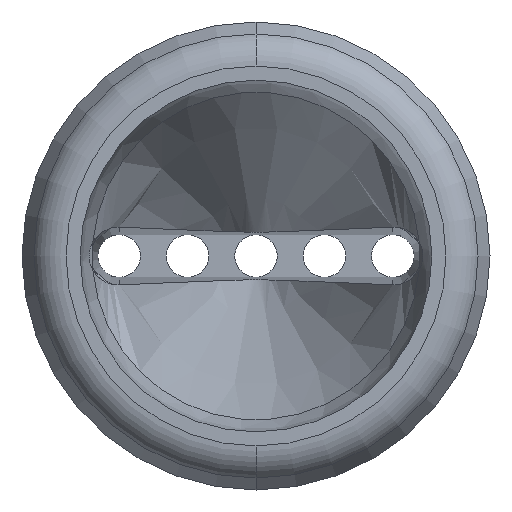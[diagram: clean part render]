
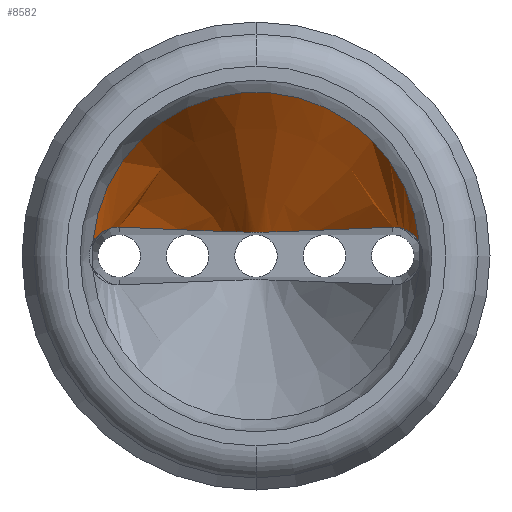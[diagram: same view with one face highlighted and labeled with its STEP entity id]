
A CAD part, front view. The second image highlights one B-rep face of the part: STEP entity #8582.
In plain terms, the highlighted conical face has half-angle 22 degrees and reference radius 5.729 mm.
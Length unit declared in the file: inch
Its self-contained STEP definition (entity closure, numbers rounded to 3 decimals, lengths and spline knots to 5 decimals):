
#8517 = VERTEX_POINT ( 'NONE', #9842 ) ;
#8519 = EDGE_CURVE ( 'NONE', #8517, #8520, #9879, .T. ) ;
#8520 = VERTEX_POINT ( 'NONE', #9867 ) ;
#8582 = ADVANCED_FACE ( 'NONE', ( #9979 ), #9973, .F. ) ;
#8583 = EDGE_LOOP ( 'NONE', ( #8584, #8587, #8590, #8592 ) ) ;
#8584 = ORIENTED_EDGE ( 'NONE', *, *, #8585, .F. ) ;
#8585 = EDGE_CURVE ( 'NONE', #8586, #8517, #9968, .T. ) ;
#8586 = VERTEX_POINT ( 'NONE', #9967 ) ;
#8587 = ORIENTED_EDGE ( 'NONE', *, *, #8588, .F. ) ;
#8588 = EDGE_CURVE ( 'NONE', #8589, #8586, #10020, .T. ) ;
#8589 = VERTEX_POINT ( 'NONE', #10019 ) ;
#8590 = ORIENTED_EDGE ( 'NONE', *, *, #8591, .F. ) ;
#8591 = EDGE_CURVE ( 'NONE', #8520, #8589, #10017, .T. ) ;
#8592 = ORIENTED_EDGE ( 'NONE', *, *, #8519, .F. ) ;
#9842 = CARTESIAN_POINT ( 'NONE',  ( -0.22467, 0.09112, 0.01978 ) ) ;
#9867 = CARTESIAN_POINT ( 'NONE',  ( 0.22467, 0.09112, 0.01978 ) ) ;
#9868 = DIRECTION ( 'NONE',  ( -1., 0., 0. ) ) ;
#9869 = DIRECTION ( 'NONE',  ( 0., 1., 0. ) ) ;
#9870 = CARTESIAN_POINT ( 'NONE',  ( 0., 0.09112, 0. ) ) ;
#9871 = AXIS2_PLACEMENT_3D ( 'NONE', #9870, #9869, #9868 ) ;
#9879 = CIRCLE ( 'NONE', #9871, 0.22554 ) ;
#9964 = CARTESIAN_POINT ( 'NONE',  ( -0.20046, 0.14395, 0.03906 ) ) ;
#9965 = CARTESIAN_POINT ( 'NONE',  ( -0.19441, 0.15808, 0.04002 ) ) ;
#9966 = CARTESIAN_POINT ( 'NONE',  ( -0.18854, 0.17242, 0.03977 ) ) ;
#9967 = CARTESIAN_POINT ( 'NONE',  ( -0.18854, 0.17242, 0.03977 ) ) ;
#9968 = B_SPLINE_CURVE_WITH_KNOTS ( 'NONE', 3,
 ( #9966, #9965, #9964, #10025, #10024, #10023, #10022, #10021 ),
 .UNSPECIFIED., .F., .F.,
 ( 4, 2, 2, 4 ),
 ( 0., 0.00117, 0.00176, 0.00235 ),
 .UNSPECIFIED. ) ;
#9969 = DIRECTION ( 'NONE',  ( 1., 0., 0. ) ) ;
#9970 = DIRECTION ( 'NONE',  ( 0., -1., 0. ) ) ;
#9971 = CARTESIAN_POINT ( 'NONE',  ( 0., 0.09112, 0. ) ) ;
#9972 = AXIS2_PLACEMENT_3D ( 'NONE', #9971, #9970, #9969 ) ;
#9973 = CONICAL_SURFACE ( 'NONE', #9972, 0.22554, 0.384 ) ;
#9979 = FACE_OUTER_BOUND ( 'NONE', #8583, .T. ) ;
#9989 = CARTESIAN_POINT ( 'NONE',  ( -0.07551, 0.44407, 0.03503 ) ) ;
#9990 = CARTESIAN_POINT ( 'NONE',  ( -0.05264, 0.49429, 0.03415 ) ) ;
#9991 = CARTESIAN_POINT ( 'NONE',  ( -0.04486, 0.51095, 0.03386 ) ) ;
#9992 = CARTESIAN_POINT ( 'NONE',  ( -0.03186, 0.53525, 0.03344 ) ) ;
#9993 = CARTESIAN_POINT ( 'NONE',  ( -0.02732, 0.54329, 0.0333 ) ) ;
#9994 = CARTESIAN_POINT ( 'NONE',  ( -0.01935, 0.55462, 0.0331 ) ) ;
#9995 = CARTESIAN_POINT ( 'NONE',  ( -0.01652, 0.55825, 0.03303 ) ) ;
#9996 = CARTESIAN_POINT ( 'NONE',  ( -0.01151, 0.56304, 0.03295 ) ) ;
#9997 = CARTESIAN_POINT ( 'NONE',  ( -0.00969, 0.56454, 0.03292 ) ) ;
#9998 = CARTESIAN_POINT ( 'NONE',  ( -0.00569, 0.56689, 0.03288 ) ) ;
#9999 = CARTESIAN_POINT ( 'NONE',  ( -0.00346, 0.56775, 0.03287 ) ) ;
#10000 = CARTESIAN_POINT ( 'NONE',  ( 0.00121, 0.56816, 0.03286 ) ) ;
#10001 = CARTESIAN_POINT ( 'NONE',  ( 0.00357, 0.56768, 0.03287 ) ) ;
#10002 = CARTESIAN_POINT ( 'NONE',  ( 0.00782, 0.56581, 0.0329 ) ) ;
#10003 = CARTESIAN_POINT ( 'NONE',  ( 0.00976, 0.56445, 0.03293 ) ) ;
#10004 = CARTESIAN_POINT ( 'NONE',  ( 0.01506, 0.55993, 0.033 ) ) ;
#10005 = CARTESIAN_POINT ( 'NONE',  ( 0.01804, 0.55629, 0.03307 ) ) ;
#10006 = CARTESIAN_POINT ( 'NONE',  ( 0.02623, 0.54512, 0.03326 ) ) ;
#10007 = CARTESIAN_POINT ( 'NONE',  ( 0.03084, 0.53705, 0.0334 ) ) ;
#10008 = CARTESIAN_POINT ( 'NONE',  ( 0.04405, 0.51264, 0.03383 ) ) ;
#10009 = CARTESIAN_POINT ( 'NONE',  ( 0.05188, 0.49591, 0.03412 ) ) ;
#10010 = CARTESIAN_POINT ( 'NONE',  ( 0.0749, 0.44548, 0.035 ) ) ;
#10011 = CARTESIAN_POINT ( 'NONE',  ( 0.08938, 0.41145, 0.0356 ) ) ;
#10012 = CARTESIAN_POINT ( 'NONE',  ( 0.13249, 0.30926, 0.03738 ) ) ;
#10013 = CARTESIAN_POINT ( 'NONE',  ( 0.16054, 0.24085, 0.03857 ) ) ;
#10014 = CARTESIAN_POINT ( 'NONE',  ( 0.18854, 0.17242, 0.03977 ) ) ;
#10015 = CARTESIAN_POINT ( 'NONE',  ( 0.22197, 0.09674, 0.0245 ) ) ;
#10016 = CARTESIAN_POINT ( 'NONE',  ( 0.22467, 0.09112, 0.01978 ) ) ;
#10017 = B_SPLINE_CURVE_WITH_KNOTS ( 'NONE', 3,
 ( #10016, #10015, #10051, #10050, #10049, #10048, #10047, #10046 ),
 .UNSPECIFIED., .F., .F.,
 ( 4, 2, 2, 4 ),
 ( 0., 0.00059, 0.00118, 0.00235 ),
 .UNSPECIFIED. ) ;
#10019 = CARTESIAN_POINT ( 'NONE',  ( 0.18854, 0.17242, 0.03977 ) ) ;
#10020 = B_SPLINE_CURVE_WITH_KNOTS ( 'NONE', 3,
 ( #10014, #10013, #10012, #10011, #10010, #10009, #10008, #10007, #10006, #10005, #10004, #10003, #10002, #10001, #10000, #9999, #9998, #9997, #9996, #9995, #9994, #9993, #9992, #9991, #9990, #9989, #10057, #10056, #10055, #10054 ),
 .UNSPECIFIED., .F., .F.,
 ( 4, 2, 2, 2, 2, 2, 2, 2, 2, 2, 2, 2, 2, 2, 4 ),
 ( 0., 0.00564, 0.00845, 0.00986, 0.01057, 0.01092, 0.01109, 0.01127, 0.01145, 0.01162, 0.01197, 0.01268, 0.01409, 0.0169, 0.02254 ),
 .UNSPECIFIED. ) ;
#10021 = CARTESIAN_POINT ( 'NONE',  ( -0.22467, 0.09112, 0.01978 ) ) ;
#10022 = CARTESIAN_POINT ( 'NONE',  ( -0.22195, 0.0968, 0.02455 ) ) ;
#10023 = CARTESIAN_POINT ( 'NONE',  ( -0.21897, 0.10311, 0.02774 ) ) ;
#10024 = CARTESIAN_POINT ( 'NONE',  ( -0.21288, 0.11625, 0.03293 ) ) ;
#10025 = CARTESIAN_POINT ( 'NONE',  ( -0.20973, 0.12316, 0.03483 ) ) ;
#10046 = CARTESIAN_POINT ( 'NONE',  ( 0.18854, 0.17242, 0.03977 ) ) ;
#10047 = CARTESIAN_POINT ( 'NONE',  ( 0.1944, 0.1581, 0.04002 ) ) ;
#10048 = CARTESIAN_POINT ( 'NONE',  ( 0.20051, 0.14383, 0.03904 ) ) ;
#10049 = CARTESIAN_POINT ( 'NONE',  ( 0.20973, 0.12315, 0.03483 ) ) ;
#10050 = CARTESIAN_POINT ( 'NONE',  ( 0.21282, 0.11637, 0.03297 ) ) ;
#10051 = CARTESIAN_POINT ( 'NONE',  ( 0.21896, 0.10313, 0.02776 ) ) ;
#10054 = CARTESIAN_POINT ( 'NONE',  ( -0.18854, 0.17242, 0.03977 ) ) ;
#10055 = CARTESIAN_POINT ( 'NONE',  ( -0.16068, 0.2405, 0.03858 ) ) ;
#10056 = CARTESIAN_POINT ( 'NONE',  ( -0.13277, 0.30855, 0.03739 ) ) ;
#10057 = CARTESIAN_POINT ( 'NONE',  ( -0.0899, 0.41022, 0.03562 ) ) ;
